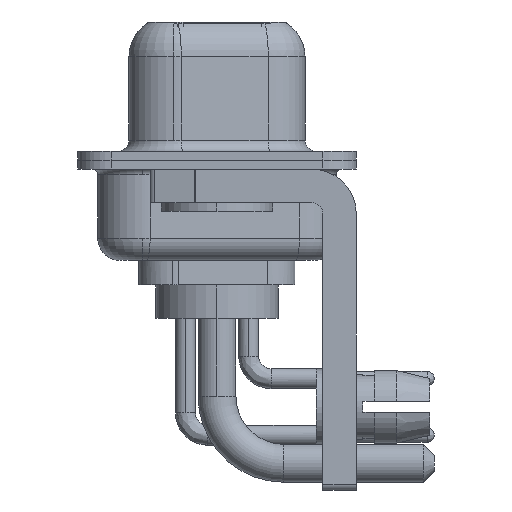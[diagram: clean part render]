
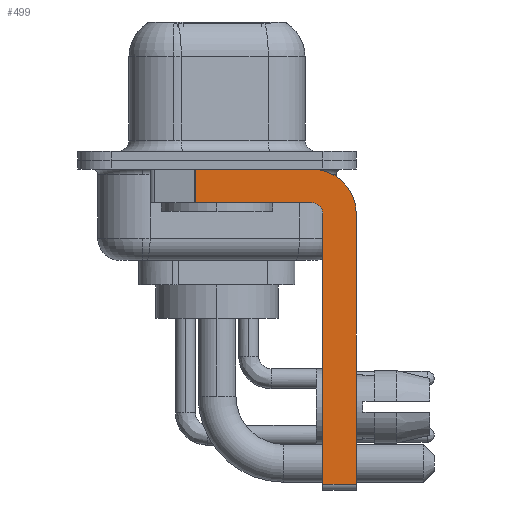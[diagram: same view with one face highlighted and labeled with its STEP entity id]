
A CAD part, left-side view. The second image highlights one B-rep face of the part: STEP entity #499.
In plain terms, the highlighted planar face has unit normal (-1, 0, 0).
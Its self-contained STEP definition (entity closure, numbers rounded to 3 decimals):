
#110 = EDGE_CURVE ( 'NONE', #16256, #16160, #1426, .T. ) ;
#309 = CARTESIAN_POINT ( 'NONE',  ( -2.9, -4.25, -2.4 ) ) ;
#335 = ORIENTED_EDGE ( 'NONE', *, *, #110, .F. ) ;
#499 = ADVANCED_FACE ( 'NONE', ( #5737 ), #17325, .F. ) ;
#1208 = DIRECTION ( 'NONE',  ( 0., 0., -1. ) ) ;
#1426 = CIRCLE ( 'NONE', #16286, 0.5 ) ;
#1519 = LINE ( 'NONE', #14309, #7094 ) ;
#1867 = CARTESIAN_POINT ( 'NONE',  ( -2.9, -4.25, -2.4 ) ) ;
#1963 = ORIENTED_EDGE ( 'NONE', *, *, #9197, .T. ) ;
#2046 = VERTEX_POINT ( 'NONE', #11920 ) ;
#2301 = EDGE_CURVE ( 'NONE', #20617, #14518, #1519, .T. ) ;
#2563 = EDGE_LOOP ( 'NONE', ( #18727, #14024, #17966, #335, #13500, #1963, #9290, #20067 ) ) ;
#3200 = CARTESIAN_POINT ( 'NONE',  ( -2.9, -4.75, -2.4 ) ) ;
#4094 = EDGE_CURVE ( 'NONE', #16160, #13336, #19620, .T. ) ;
#4697 = CARTESIAN_POINT ( 'NONE',  ( -2.9, 0.978, -1.9 ) ) ;
#5460 = CARTESIAN_POINT ( 'NONE',  ( -2.9, -4.25, -14.55 ) ) ;
#5474 = CIRCLE ( 'NONE', #15460, 2. ) ;
#5599 = AXIS2_PLACEMENT_3D ( 'NONE', #309, #6924, #13508 ) ;
#5721 = CARTESIAN_POINT ( 'NONE',  ( -2.9, -6.25, -2.4 ) ) ;
#5737 = FACE_OUTER_BOUND ( 'NONE', #2563, .T. ) ;
#6530 = LINE ( 'NONE', #11503, #19468 ) ;
#6629 = DIRECTION ( 'NONE',  ( 0., -1., 0. ) ) ;
#6924 = DIRECTION ( 'NONE',  ( 1., 0., 0. ) ) ;
#7094 = VECTOR ( 'NONE', #1208, 1000. ) ;
#7416 = LINE ( 'NONE', #5460, #18148 ) ;
#7779 = CARTESIAN_POINT ( 'NONE',  ( -2.9, 0.978, -0.4 ) ) ;
#9197 = EDGE_CURVE ( 'NONE', #2046, #14518, #7416, .T. ) ;
#9290 = ORIENTED_EDGE ( 'NONE', *, *, #2301, .F. ) ;
#10163 = VERTEX_POINT ( 'NONE', #7779 ) ;
#10335 = CARTESIAN_POINT ( 'NONE',  ( -2.9, 0.978, -1.9 ) ) ;
#10426 = VECTOR ( 'NONE', #12165, 1000. ) ;
#10841 = CARTESIAN_POINT ( 'NONE',  ( -2.9, -4.25, -2.4 ) ) ;
#11155 = DIRECTION ( 'NONE',  ( 0., 0., 1. ) ) ;
#11503 = CARTESIAN_POINT ( 'NONE',  ( -2.9, 3., -0.4 ) ) ;
#11920 = CARTESIAN_POINT ( 'NONE',  ( -2.9, -4.75, -14.55 ) ) ;
#12165 = DIRECTION ( 'NONE',  ( 0., 0., 1. ) ) ;
#12869 = VERTEX_POINT ( 'NONE', #18070 ) ;
#13135 = EDGE_CURVE ( 'NONE', #10163, #13336, #20220, .T. ) ;
#13316 = EDGE_CURVE ( 'NONE', #12869, #20617, #5474, .T. ) ;
#13336 = VERTEX_POINT ( 'NONE', #4697 ) ;
#13452 = LINE ( 'NONE', #15308, #10426 ) ;
#13500 = ORIENTED_EDGE ( 'NONE', *, *, #17247, .F. ) ;
#13508 = DIRECTION ( 'NONE',  ( 0., 0., -1. ) ) ;
#13693 = CARTESIAN_POINT ( 'NONE',  ( -2.9, -6.25, -14.55 ) ) ;
#14024 = ORIENTED_EDGE ( 'NONE', *, *, #13135, .T. ) ;
#14309 = CARTESIAN_POINT ( 'NONE',  ( -2.9, -6.25, -2.4 ) ) ;
#14518 = VERTEX_POINT ( 'NONE', #13693 ) ;
#15181 = DIRECTION ( 'NONE',  ( 0., -1., 0. ) ) ;
#15308 = CARTESIAN_POINT ( 'NONE',  ( -2.9, -4.75, -14.8 ) ) ;
#15460 = AXIS2_PLACEMENT_3D ( 'NONE', #1867, #19566, #21390 ) ;
#16006 = CARTESIAN_POINT ( 'NONE',  ( -2.9, -4.25, -1.9 ) ) ;
#16160 = VERTEX_POINT ( 'NONE', #21318 ) ;
#16256 = VERTEX_POINT ( 'NONE', #3200 ) ;
#16286 = AXIS2_PLACEMENT_3D ( 'NONE', #10841, #19421, #11155 ) ;
#17061 = DIRECTION ( 'NONE',  ( 0., 0., -1. ) ) ;
#17247 = EDGE_CURVE ( 'NONE', #2046, #16256, #13452, .T. ) ;
#17325 = PLANE ( 'NONE',  #5599 ) ;
#17966 = ORIENTED_EDGE ( 'NONE', *, *, #4094, .F. ) ;
#18070 = CARTESIAN_POINT ( 'NONE',  ( -2.9, -4.25, -0.4 ) ) ;
#18148 = VECTOR ( 'NONE', #15181, 1000. ) ;
#18640 = VECTOR ( 'NONE', #17061, 1000. ) ;
#18727 = ORIENTED_EDGE ( 'NONE', *, *, #19375, .F. ) ;
#18897 = VECTOR ( 'NONE', #21027, 1000. ) ;
#19375 = EDGE_CURVE ( 'NONE', #10163, #12869, #6530, .T. ) ;
#19421 = DIRECTION ( 'NONE',  ( -1., 0., 0. ) ) ;
#19468 = VECTOR ( 'NONE', #6629, 1000. ) ;
#19566 = DIRECTION ( 'NONE',  ( 1., 0., 0. ) ) ;
#19620 = LINE ( 'NONE', #16006, #18897 ) ;
#20067 = ORIENTED_EDGE ( 'NONE', *, *, #13316, .F. ) ;
#20220 = LINE ( 'NONE', #10335, #18640 ) ;
#20617 = VERTEX_POINT ( 'NONE', #5721 ) ;
#21027 = DIRECTION ( 'NONE',  ( 0., 1., 0. ) ) ;
#21318 = CARTESIAN_POINT ( 'NONE',  ( -2.9, -4.25, -1.9 ) ) ;
#21390 = DIRECTION ( 'NONE',  ( 0., 0., -1. ) ) ;
